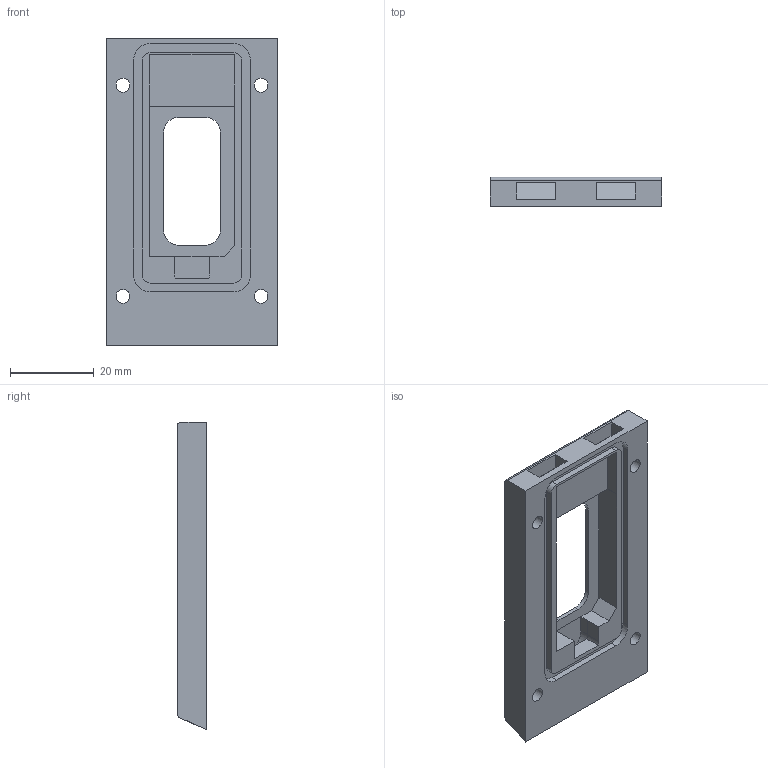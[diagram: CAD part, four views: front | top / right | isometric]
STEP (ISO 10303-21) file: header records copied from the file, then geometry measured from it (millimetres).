
FILE_DESCRIPTION(('FreeCAD Model'),'2;1');
FILE_NAME('Open CASCADE Shape Model','2025-10-28T11:46:56',(''),(''), 'Open CASCADE STEP processor 7.8','FreeCAD','Unknown');
FILE_SCHEMA(('AUTOMOTIVE_DESIGN { 1 0 10303 214 1 1 1 1 }'));
Length unit declared in the file: millimetre
Products named in the file (1): AdaptorBase
Bounding box: 41 x 7 x 73.42 mm (x, y, z)
Volume: 13077.1 mm3; surface area: 8820.8 mm2
Topology: 1 solids, 1 shells, 109 faces, 284 edges, 187 vertices
Faces by surface type: plane 83, cylinder 26
Full cylindrical faces by diameter (mm): 3.3 x4
Entity records: 3401 total; most frequent: CARTESIAN_POINT 631, ORIENTED_EDGE 568, DIRECTION 553, EDGE_CURVE 284, LINE 231, VECTOR 231, VERTEX_POINT 187, AXIS2_PLACEMENT_3D 161
